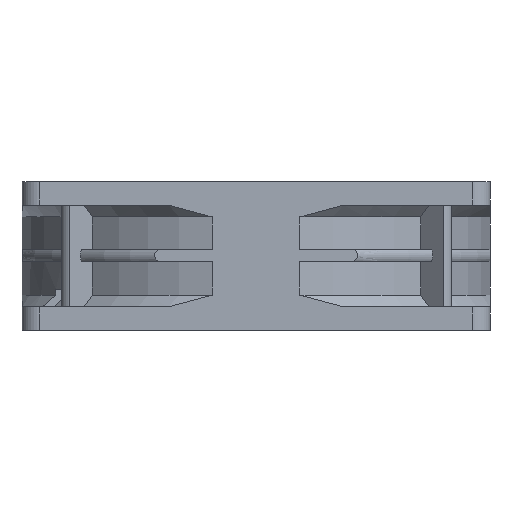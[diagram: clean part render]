
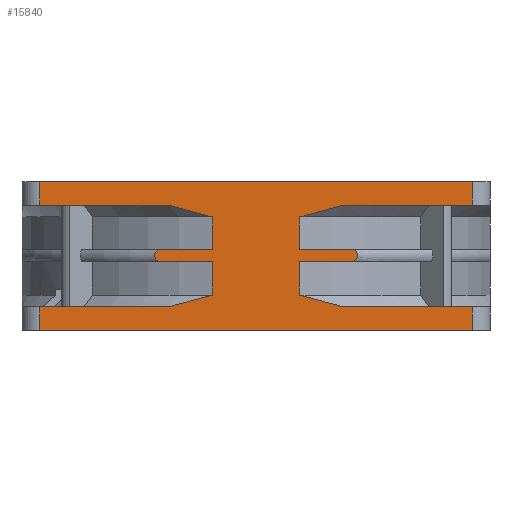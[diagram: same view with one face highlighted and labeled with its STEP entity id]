
A CAD part, front view. The second image highlights one B-rep face of the part: STEP entity #15840.
In plain terms, the highlighted planar face has unit normal (0, -1, 0).
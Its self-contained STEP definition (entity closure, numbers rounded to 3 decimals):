
#3205=DIRECTION('',(0.,0.,-1.));
#3206=VECTOR('',#3205,4.);
#3207=CARTESIAN_POINT('',(-37.,-40.,18.304));
#3208=LINE('',#3207,#3206);
#3209=CARTESIAN_POINT('',(16.663,-40.,6.7));
#3210=CARTESIAN_POINT('',(16.786,-40.,6.618));
#3211=CARTESIAN_POINT('',(17.,-40.,6.448));
#3212=CARTESIAN_POINT('',(17.236,-40.,6.157));
#3213=CARTESIAN_POINT('',(17.354,-40.,5.848));
#3214=CARTESIAN_POINT('',(17.354,-40.,5.552));
#3215=CARTESIAN_POINT('',(17.236,-40.,5.243));
#3216=CARTESIAN_POINT('',(17.,-40.,4.952));
#3217=CARTESIAN_POINT('',(16.786,-40.,4.782));
#3218=CARTESIAN_POINT('',(16.663,-40.,4.7));
#3220=DIRECTION('',(0.,0.,-1.));
#3221=VECTOR('',#3220,4.);
#3222=CARTESIAN_POINT('',(37.,-40.,-3.096));
#3223=LINE('',#3222,#3221);
#3224=DIRECTION('',(-1.,0.,0.));
#3225=VECTOR('',#3224,74.);
#3226=CARTESIAN_POINT('',(37.,-40.,-7.096));
#3227=LINE('',#3226,#3225);
#3228=DIRECTION('',(1.,0.,0.));
#3229=VECTOR('',#3228,22.045);
#3230=CARTESIAN_POINT('',(-37.,-40.,-3.096));
#3231=LINE('',#3230,#3229);
#3232=CARTESIAN_POINT('',(-16.663,-40.,4.7));
#3233=CARTESIAN_POINT('',(-16.786,-40.,4.782));
#3234=CARTESIAN_POINT('',(-17.,-40.,4.952));
#3235=CARTESIAN_POINT('',(-17.236,-40.,5.243));
#3236=CARTESIAN_POINT('',(-17.354,-40.,5.552));
#3237=CARTESIAN_POINT('',(-17.354,-40.,5.848));
#3238=CARTESIAN_POINT('',(-17.236,-40.,6.157));
#3239=CARTESIAN_POINT('',(-17.,-40.,6.448));
#3240=CARTESIAN_POINT('',(-16.786,-40.,6.618));
#3241=CARTESIAN_POINT('',(-16.663,-40.,6.7));
#3243=DIRECTION('',(-1.,0.,0.));
#3244=VECTOR('',#3243,22.045);
#3245=CARTESIAN_POINT('',(-14.955,-40.,14.304));
#3246=LINE('',#3245,#3244);
#3247=DIRECTION('',(1.,0.,0.));
#3248=VECTOR('',#3247,74.);
#3249=CARTESIAN_POINT('',(-37.,-40.,18.304));
#3250=LINE('',#3249,#3248);
#3251=DIRECTION('',(0.,0.,1.));
#3252=VECTOR('',#3251,5.6);
#3253=CARTESIAN_POINT('',(7.516,-40.,6.7));
#3254=LINE('',#3253,#3252);
#3255=DIRECTION('',(-1.,0.,0.));
#3256=VECTOR('',#3255,9.147);
#3257=CARTESIAN_POINT('',(16.663,-40.,6.7));
#3258=LINE('',#3257,#3256);
#3289=CARTESIAN_POINT('',(7.516,-40.,12.3));
#3290=CARTESIAN_POINT('',(8.32,-40.,12.448));
#3291=CARTESIAN_POINT('',(9.943,-40.,12.794));
#3292=CARTESIAN_POINT('',(12.415,-40.,13.459));
#3293=CARTESIAN_POINT('',(14.102,-40.,14.005));
#3294=CARTESIAN_POINT('',(14.955,-40.,14.304));
#3305=DIRECTION('',(1.,0.,0.));
#3306=VECTOR('',#3305,22.045);
#3307=CARTESIAN_POINT('',(14.955,-40.,14.304));
#3308=LINE('',#3307,#3306);
#3346=DIRECTION('',(0.,0.,1.));
#3347=VECTOR('',#3346,4.);
#3348=CARTESIAN_POINT('',(37.,-40.,14.304));
#3349=LINE('',#3348,#3347);
#4121=DIRECTION('',(-1.,0.,0.));
#4122=VECTOR('',#4121,22.045);
#4123=CARTESIAN_POINT('',(37.,-40.,-3.096));
#4124=LINE('',#4123,#4122);
#4259=CARTESIAN_POINT('',(14.955,-40.,-3.096));
#4260=CARTESIAN_POINT('',(14.121,-40.,-2.805));
#4261=CARTESIAN_POINT('',(12.458,-40.,-2.267));
#4262=CARTESIAN_POINT('',(9.991,-40.,-1.602));
#4263=CARTESIAN_POINT('',(8.341,-40.,-1.25));
#4264=CARTESIAN_POINT('',(7.516,-40.,-1.098));
#4275=DIRECTION('',(0.,0.,1.));
#4276=VECTOR('',#4275,5.798);
#4277=CARTESIAN_POINT('',(7.516,-40.,-1.098));
#4278=LINE('',#4277,#4276);
#4279=DIRECTION('',(1.,0.,0.));
#4280=VECTOR('',#4279,9.147);
#4281=CARTESIAN_POINT('',(7.516,-40.,4.7));
#4282=LINE('',#4281,#4280);
#4327=DIRECTION('',(0.,0.,-1.));
#4328=VECTOR('',#4327,4.);
#4329=CARTESIAN_POINT('',(-37.,-40.,-3.096));
#4330=LINE('',#4329,#4328);
#5621=CARTESIAN_POINT('',(-7.516,-40.,-1.098));
#5622=CARTESIAN_POINT('',(-8.338,-40.,-1.249));
#5623=CARTESIAN_POINT('',(-9.985,-40.,-1.601));
#5624=CARTESIAN_POINT('',(-12.453,-40.,-2.266));
#5625=CARTESIAN_POINT('',(-14.119,-40.,-2.804));
#5626=CARTESIAN_POINT('',(-14.955,-40.,-3.096));
#5628=DIRECTION('',(-1.,0.,0.));
#5629=VECTOR('',#5628,9.147);
#5630=CARTESIAN_POINT('',(-7.516,-40.,6.7));
#5631=LINE('',#5630,#5629);
#5660=DIRECTION('',(1.,0.,0.));
#5661=VECTOR('',#5660,9.147);
#5662=CARTESIAN_POINT('',(-16.663,-40.,4.7));
#5663=LINE('',#5662,#5661);
#5678=DIRECTION('',(0.,0.,-1.));
#5679=VECTOR('',#5678,5.798);
#5680=CARTESIAN_POINT('',(-7.516,-40.,4.7));
#5681=LINE('',#5680,#5679);
#5695=DIRECTION('',(0.,0.,-1.));
#5696=VECTOR('',#5695,5.6);
#5697=CARTESIAN_POINT('',(-7.516,-40.,12.3));
#5698=LINE('',#5697,#5696);
#5706=CARTESIAN_POINT('',(-14.955,-40.,14.304));
#5707=CARTESIAN_POINT('',(-14.102,-40.,14.005));
#5708=CARTESIAN_POINT('',(-12.413,-40.,13.459));
#5709=CARTESIAN_POINT('',(-9.941,-40.,12.794));
#5710=CARTESIAN_POINT('',(-8.319,-40.,12.448));
#5711=CARTESIAN_POINT('',(-7.516,-40.,12.3));
#7597=CARTESIAN_POINT('',(-37.,-40.,-7.096));
#7599=VERTEX_POINT('',#7597);
#7600=CARTESIAN_POINT('',(37.,-40.,-7.096));
#7602=VERTEX_POINT('',#7600);
#7799=CARTESIAN_POINT('',(-14.955,-40.,-3.096));
#7800=VERTEX_POINT('',#7799);
#7801=CARTESIAN_POINT('',(-37.,-40.,-3.096));
#7803=VERTEX_POINT('',#7801);
#7933=CARTESIAN_POINT('',(37.,-40.,18.304));
#7934=VERTEX_POINT('',#7933);
#7935=CARTESIAN_POINT('',(-37.,-40.,18.304));
#7936=VERTEX_POINT('',#7935);
#7973=CARTESIAN_POINT('',(-37.,-40.,14.304));
#7974=VERTEX_POINT('',#7973);
#7975=CARTESIAN_POINT('',(-14.955,-40.,14.304));
#7976=VERTEX_POINT('',#7975);
#8189=CARTESIAN_POINT('',(37.,-40.,-3.096));
#8190=VERTEX_POINT('',#8189);
#8191=CARTESIAN_POINT('',(16.663,-40.,6.7));
#8192=CARTESIAN_POINT('',(7.516,-40.,6.7));
#8193=VERTEX_POINT('',#8191);
#8194=VERTEX_POINT('',#8192);
#8195=VERTEX_POINT('',#4259);
#8196=VERTEX_POINT('',#4264);
#8197=VERTEX_POINT('',#5621);
#8198=CARTESIAN_POINT('',(-7.516,-40.,6.7));
#8199=CARTESIAN_POINT('',(-16.663,-40.,6.7));
#8200=VERTEX_POINT('',#8198);
#8201=VERTEX_POINT('',#8199);
#8202=CARTESIAN_POINT('',(7.516,-40.,12.3));
#8203=VERTEX_POINT('',#8202);
#8211=VERTEX_POINT('',#3294);
#8214=CARTESIAN_POINT('',(37.,-40.,14.304));
#8215=VERTEX_POINT('',#8214);
#8258=CARTESIAN_POINT('',(7.516,-40.,4.7));
#8259=VERTEX_POINT('',#8258);
#8260=CARTESIAN_POINT('',(16.663,-40.,4.7));
#8261=VERTEX_POINT('',#8260);
#8272=CARTESIAN_POINT('',(-16.663,-40.,4.7));
#8273=CARTESIAN_POINT('',(-7.516,-40.,4.7));
#8274=VERTEX_POINT('',#8272);
#8275=VERTEX_POINT('',#8273);
#8280=CARTESIAN_POINT('',(-7.516,-40.,12.3));
#8281=VERTEX_POINT('',#8280);
#15790=CARTESIAN_POINT('',(0.,-40.,5.604));
#15791=DIRECTION('',(0.,1.,0.));
#15792=DIRECTION('',(-1.,0.,0.));
#15793=AXIS2_PLACEMENT_3D('',#15790,#15791,#15792);
#15794=PLANE('',#15793);
#15796=ORIENTED_EDGE('',*,*,#15795,.F.);
#15798=ORIENTED_EDGE('',*,*,#15797,.F.);
#15800=ORIENTED_EDGE('',*,*,#15799,.T.);
#15802=ORIENTED_EDGE('',*,*,#15801,.F.);
#15804=ORIENTED_EDGE('',*,*,#15803,.F.);
#15806=ORIENTED_EDGE('',*,*,#15805,.F.);
#15808=ORIENTED_EDGE('',*,*,#15807,.F.);
#15810=ORIENTED_EDGE('',*,*,#15809,.T.);
#15811=ORIENTED_EDGE('',*,*,#10119,.T.);
#15813=ORIENTED_EDGE('',*,*,#15812,.F.);
#15814=ORIENTED_EDGE('',*,*,#10660,.T.);
#15816=ORIENTED_EDGE('',*,*,#15815,.F.);
#15818=ORIENTED_EDGE('',*,*,#15817,.F.);
#15820=ORIENTED_EDGE('',*,*,#15819,.F.);
#15822=ORIENTED_EDGE('',*,*,#15821,.T.);
#15824=ORIENTED_EDGE('',*,*,#15823,.F.);
#15826=ORIENTED_EDGE('',*,*,#15825,.F.);
#15828=ORIENTED_EDGE('',*,*,#15827,.F.);
#15829=ORIENTED_EDGE('',*,*,#10946,.T.);
#15830=ORIENTED_EDGE('',*,*,#15782,.F.);
#15831=ORIENTED_EDGE('',*,*,#11041,.T.);
#15833=ORIENTED_EDGE('',*,*,#15832,.F.);
#15835=ORIENTED_EDGE('',*,*,#15834,.F.);
#15837=ORIENTED_EDGE('',*,*,#15836,.F.);
#15838=EDGE_LOOP('',(#15796,#15798,#15800,#15802,#15804,#15806,#15808,#15810,
#15811,#15813,#15814,#15816,#15818,#15820,#15822,#15824,#15826,#15828,#15829,
#15830,#15831,#15833,#15835,#15837));
#15839=FACE_OUTER_BOUND('',#15838,.F.);
#15840=ADVANCED_FACE('',(#15839),#15794,.F.);
#3219=B_SPLINE_CURVE_WITH_KNOTS('',3,(#3209,#3210,#3211,#3212,#3213,#3214,#3215,
#3216,#3217,#3218),.UNSPECIFIED.,.F.,.F.,(4,1,1,1,1,1,1,4),(0.,
0.143,0.286,0.429,0.571,
0.714,0.857,1.),.UNSPECIFIED.);
#3242=B_SPLINE_CURVE_WITH_KNOTS('',3,(#3232,#3233,#3234,#3235,#3236,#3237,#3238,
#3239,#3240,#3241),.UNSPECIFIED.,.F.,.F.,(4,1,1,1,1,1,1,4),(0.,
0.143,0.286,0.429,0.571,
0.714,0.857,1.),.UNSPECIFIED.);
#3295=B_SPLINE_CURVE_WITH_KNOTS('',3,(#3289,#3290,#3291,#3292,#3293,#3294),
.UNSPECIFIED.,.F.,.F.,(4,1,1,4),(0.,0.333,0.667,1.),
.UNSPECIFIED.);
#4265=B_SPLINE_CURVE_WITH_KNOTS('',3,(#4259,#4260,#4261,#4262,#4263,#4264),
.UNSPECIFIED.,.F.,.F.,(4,1,1,4),(0.,0.333,0.667,1.),
.UNSPECIFIED.);
#5627=B_SPLINE_CURVE_WITH_KNOTS('',3,(#5621,#5622,#5623,#5624,#5625,#5626),
.UNSPECIFIED.,.F.,.F.,(4,1,1,4),(0.,0.333,0.667,1.),
.UNSPECIFIED.);
#5712=B_SPLINE_CURVE_WITH_KNOTS('',3,(#5706,#5707,#5708,#5709,#5710,#5711),
.UNSPECIFIED.,.F.,.F.,(4,1,1,4),(0.,0.333,0.667,1.),
.UNSPECIFIED.);
#10119=EDGE_CURVE('',#7602,#7599,#3227,.T.);
#10660=EDGE_CURVE('',#7803,#7800,#3231,.T.);
#10946=EDGE_CURVE('',#7976,#7974,#3246,.T.);
#11041=EDGE_CURVE('',#7936,#7934,#3250,.T.);
#15782=EDGE_CURVE('',#7936,#7974,#3208,.T.);
#15795=EDGE_CURVE('',#8194,#8203,#3254,.T.);
#15797=EDGE_CURVE('',#8193,#8194,#3258,.T.);
#15799=EDGE_CURVE('',#8193,#8261,#3219,.T.);
#15801=EDGE_CURVE('',#8259,#8261,#4282,.T.);
#15803=EDGE_CURVE('',#8196,#8259,#4278,.T.);
#15805=EDGE_CURVE('',#8195,#8196,#4265,.T.);
#15807=EDGE_CURVE('',#8190,#8195,#4124,.T.);
#15809=EDGE_CURVE('',#8190,#7602,#3223,.T.);
#15812=EDGE_CURVE('',#7803,#7599,#4330,.T.);
#15815=EDGE_CURVE('',#8197,#7800,#5627,.T.);
#15817=EDGE_CURVE('',#8275,#8197,#5681,.T.);
#15819=EDGE_CURVE('',#8274,#8275,#5663,.T.);
#15821=EDGE_CURVE('',#8274,#8201,#3242,.T.);
#15823=EDGE_CURVE('',#8200,#8201,#5631,.T.);
#15825=EDGE_CURVE('',#8281,#8200,#5698,.T.);
#15827=EDGE_CURVE('',#7976,#8281,#5712,.T.);
#15832=EDGE_CURVE('',#8215,#7934,#3349,.T.);
#15834=EDGE_CURVE('',#8211,#8215,#3308,.T.);
#15836=EDGE_CURVE('',#8203,#8211,#3295,.T.);
